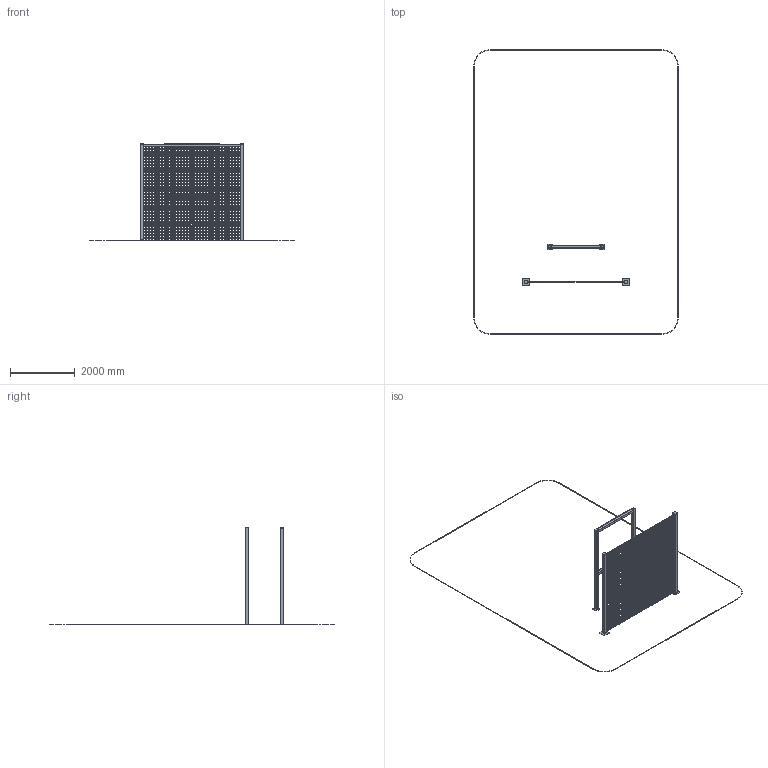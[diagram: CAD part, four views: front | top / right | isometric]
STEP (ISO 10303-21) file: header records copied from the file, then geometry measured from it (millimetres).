
FILE_DESCRIPTION(('STEP AP214'), '1');
FILE_NAME('Ìèøåíü â ñáîðå', '', ('UNSPECIFIED'), ('UNSPECIFIED'), 'C3D Converter', 'C3D Toolkit', '');
FILE_SCHEMA(('AUTOMOTIVE_DESIGN { 1 0 10303 214 3 1 1}'));
Length unit declared in the file: millimetre
Products named in the file (87): ГТО-07.1-00.00.00; ГТО-07.1-01.00.00; ГТО-07.1-02.00.00; КИ-009; ГТО-07.1-04.00.00
Assembly tree (169 placements, depth 3):
  ГТО-07.1-00.00.00
    ГТО-07.1-01.00.00  x2
      (unnamed)
      (unnamed)
      (unnamed)
    ГТО-07.1-02.00.00  x2
      (unnamed)
      КИ-009
      (unnamed)
    ГТО-07.1-04.00.00
      (unnamed)  x2
      (unnamed)
      (unnamed)
      (unnamed)
      (unnamed)
      (unnamed)
      (unnamed)
      (unnamed)
      (unnamed)
      (unnamed)
      (unnamed)
      (unnamed)
      (unnamed)
      (unnamed)
      (unnamed)
      (unnamed)
      (unnamed)
      (unnamed)
      (unnamed)
      (unnamed)
      (unnamed)
      (unnamed)
      (unnamed)
      (unnamed)
      (unnamed)
      (unnamed)
      (unnamed)
      (unnamed)
      (unnamed)
      (unnamed)
      (unnamed)
      (unnamed)
      (unnamed)
      (unnamed)
      (unnamed)
      (unnamed)
      (unnamed)
      (unnamed)
      (unnamed)
      (unnamed)
      (unnamed)
      (unnamed)
      (unnamed)
      (unnamed)
      (unnamed)
      (unnamed)
      (unnamed)
      (unnamed)
      (unnamed)
      (unnamed)
Bounding box: 6300 x 8770 x 3015 mm (x, y, z)
Volume: 29685523.7 mm3; surface area: 17267546.7 mm2
Topology: 169 solids, 169 shells, 1077 faces, 2125 edges, 1388 vertices
Faces by surface type: plane 636, cylinder 422, torus 11, bspline 8
Full cylindrical faces by diameter (mm): 2.6 x132, 6.3 x22, 10.5 x4
Entity records: 26145 total; most frequent: CARTESIAN_POINT 3357, DIRECTION 2764, ORIENTED_EDGE 1980, AXIS2_PLACEMENT_3D 1091, EDGE_CURVE 990, VERTEX_POINT 700, EDGE_LOOP 636, COLOUR_RGB 610
